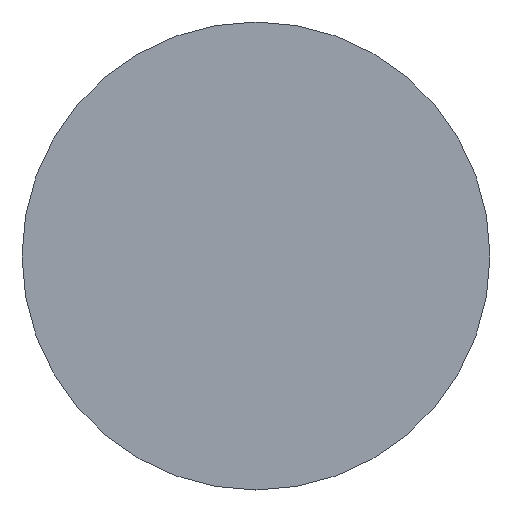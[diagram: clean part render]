
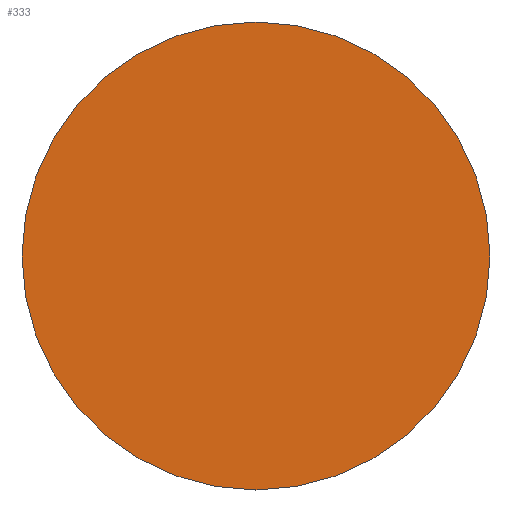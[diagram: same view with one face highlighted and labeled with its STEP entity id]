
A CAD part, front view. The second image highlights one B-rep face of the part: STEP entity #333.
In plain terms, the highlighted planar face has unit normal (0, -1, 0).
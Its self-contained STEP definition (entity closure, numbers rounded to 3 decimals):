
#31 = CYLINDRICAL_SURFACE('',#32,12.5);
#32 = AXIS2_PLACEMENT_3D('',#33,#34,#35);
#33 = CARTESIAN_POINT('',(0.,75.,0.));
#34 = DIRECTION('',(0.,1.,0.));
#35 = DIRECTION('',(1.,0.,0.));
#173 = VERTEX_POINT('',#174);
#174 = CARTESIAN_POINT('',(12.5,-75.,0.));
#195 = EDGE_CURVE('',#173,#173,#196,.T.);
#196 = SURFACE_CURVE('',#197,(#202,#209),.PCURVE_S1.);
#197 = CIRCLE('',#198,12.5);
#198 = AXIS2_PLACEMENT_3D('',#199,#200,#201);
#199 = CARTESIAN_POINT('',(0.,-75.,0.));
#200 = DIRECTION('',(0.,-1.,0.));
#201 = DIRECTION('',(1.,0.,0.));
#202 = PCURVE('',#31,#203);
#203 = DEFINITIONAL_REPRESENTATION('',(#204),#208);
#204 = LINE('',#205,#206);
#205 = CARTESIAN_POINT('',(-0.,-150.));
#206 = VECTOR('',#207,1.);
#207 = DIRECTION('',(-1.,0.));
#208 = ( GEOMETRIC_REPRESENTATION_CONTEXT(2) 
PARAMETRIC_REPRESENTATION_CONTEXT() REPRESENTATION_CONTEXT('2D SPACE',''
  ) );
#209 = PCURVE('',#210,#215);
#210 = PLANE('',#211);
#211 = AXIS2_PLACEMENT_3D('',#212,#213,#214);
#212 = CARTESIAN_POINT('',(0.,-75.,0.));
#213 = DIRECTION('',(0.,1.,0.));
#214 = DIRECTION('',(0.,0.,1.));
#215 = DEFINITIONAL_REPRESENTATION('',(#216),#224);
#216 = ( BOUNDED_CURVE() B_SPLINE_CURVE(2,(#217,#218,#219,#220,#221,#222
,#223),.UNSPECIFIED.,.T.,.F.) B_SPLINE_CURVE_WITH_KNOTS((1,2,2,2,2,1),(
    -2.094,0.,2.094,4.189,6.283,
8.378),.UNSPECIFIED.) CURVE() GEOMETRIC_REPRESENTATION_ITEM() 
RATIONAL_B_SPLINE_CURVE((1.,0.5,1.,0.5,1.,0.5,1.)) REPRESENTATION_ITEM(
  '') );
#217 = CARTESIAN_POINT('',(0.,12.5));
#218 = CARTESIAN_POINT('',(21.651,12.5));
#219 = CARTESIAN_POINT('',(10.825,-6.25));
#220 = CARTESIAN_POINT('',(0.,-25.));
#221 = CARTESIAN_POINT('',(-10.825,-6.25));
#222 = CARTESIAN_POINT('',(-21.651,12.5));
#223 = CARTESIAN_POINT('',(0.,12.5));
#224 = ( GEOMETRIC_REPRESENTATION_CONTEXT(2) 
PARAMETRIC_REPRESENTATION_CONTEXT() REPRESENTATION_CONTEXT('2D SPACE',''
  ) );
#333 = ADVANCED_FACE('',(#334),#210,.F.);
#334 = FACE_BOUND('',#335,.T.);
#335 = EDGE_LOOP('',(#336));
#336 = ORIENTED_EDGE('',*,*,#195,.T.);
